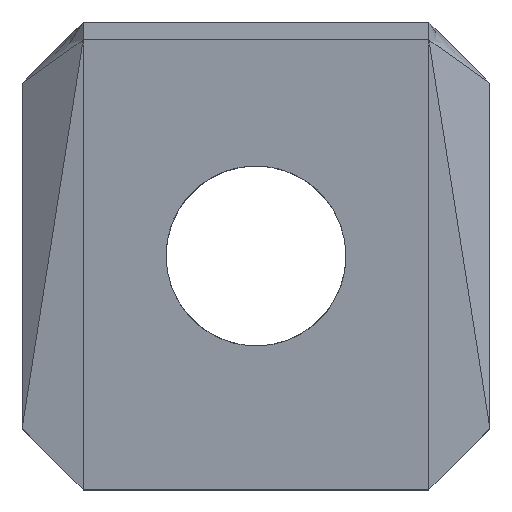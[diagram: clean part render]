
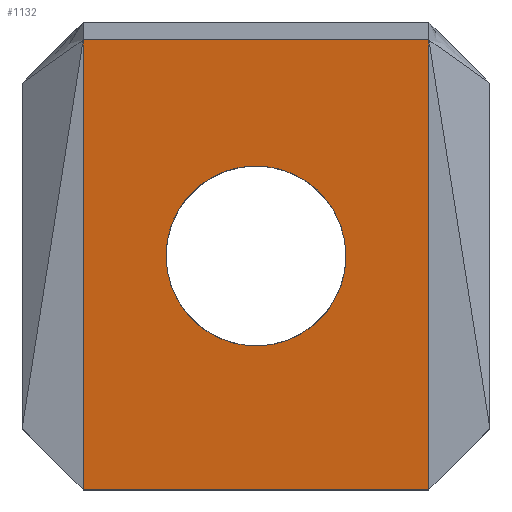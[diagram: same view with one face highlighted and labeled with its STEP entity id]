
A CAD part, top view. The second image highlights one B-rep face of the part: STEP entity #1132.
In plain terms, the highlighted planar face has unit normal (0, -0.1, 0.995).
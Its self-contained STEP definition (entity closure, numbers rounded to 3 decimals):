
#40 = EDGE_LOOP ( 'NONE', ( #1080, #1723, #1175, #554 ) ) ;
#138 = ORIENTED_EDGE ( 'NONE', *, *, #1728, .F. ) ;
#175 = CARTESIAN_POINT ( 'NONE',  ( -10., -20., 1. ) ) ;
#249 = CARTESIAN_POINT ( 'NONE',  ( -19.221, -26., 0.4 ) ) ;
#258 = CARTESIAN_POINT ( 'NONE',  ( -19.221, 24., 5.4 ) ) ;
#269 = PLANE ( 'NONE',  #1030 ) ;
#272 = EDGE_CURVE ( 'NONE', #1052, #1069, #1762, .T. ) ;
#356 = VERTEX_POINT ( 'NONE', #537 ) ;
#370 = EDGE_LOOP ( 'NONE', ( #1773, #138 ) ) ;
#403 = EDGE_CURVE ( 'NONE', #1052, #904, #1619, .T. ) ;
#418 = DIRECTION ( 'NONE',  ( 0., 0.995, 0.1 ) ) ;
#451 = CARTESIAN_POINT ( 'NONE',  ( 19.221, 7.333, 3.733 ) ) ;
#465 = DIRECTION ( 'NONE',  ( 1., 0., 0. ) ) ;
#504 = CARTESIAN_POINT ( 'NONE',  ( -10., 0., 3. ) ) ;
#537 = CARTESIAN_POINT ( 'NONE',  ( -10., 0., 3. ) ) ;
#554 = ORIENTED_EDGE ( 'NONE', *, *, #272, .T. ) ;
#568 = CARTESIAN_POINT ( 'NONE',  ( -19.221, 7.333, 3.733 ) ) ;
#578 = FACE_OUTER_BOUND ( 'NONE', #40, .T. ) ;
#693 = CARTESIAN_POINT ( 'NONE',  ( 0., -0.297, 2.97 ) ) ;
#740 = CARTESIAN_POINT ( 'NONE',  ( 10., -20., 1. ) ) ;
#755 = CARTESIAN_POINT ( 'NONE',  ( 0., -26., 0.4 ) ) ;
#791 = CARTESIAN_POINT ( 'NONE',  ( -19.221, -26., 0.4 ) ) ;
#809 = VECTOR ( 'NONE', #1446, 1000. ) ;
#860 = CARTESIAN_POINT ( 'NONE',  ( 19.221, -26., 0.4 ) ) ;
#904 = VERTEX_POINT ( 'NONE', #1283 ) ;
#914 = CARTESIAN_POINT ( 'NONE',  ( 19.221, 24., 5.4 ) ) ;
#929 =( BOUNDED_CURVE ( )  B_SPLINE_CURVE ( 3, ( #1186, #175, #740, #1323 ),
 .UNSPECIFIED., .F., .T. ) 
 B_SPLINE_CURVE_WITH_KNOTS ( ( 4, 4 ),
 ( 4.712, 7.854 ),
 .UNSPECIFIED. ) 
 CURVE ( )  GEOMETRIC_REPRESENTATION_ITEM ( )  RATIONAL_B_SPLINE_CURVE ( ( 1., 0.333, 0.333, 1. ) ) 
 REPRESENTATION_ITEM ( '' )  );
#930 = VERTEX_POINT ( 'NONE', #1722 ) ;
#1006 = CARTESIAN_POINT ( 'NONE',  ( -19.221, 24., 5.4 ) ) ;
#1030 = AXIS2_PLACEMENT_3D ( 'NONE', #693, #1725, #418 ) ;
#1052 = VERTEX_POINT ( 'NONE', #249 ) ;
#1069 = VERTEX_POINT ( 'NONE', #1435 ) ;
#1080 = ORIENTED_EDGE ( 'NONE', *, *, #1549, .F. ) ;
#1102 = EDGE_CURVE ( 'NONE', #904, #1662, #1571, .T. ) ;
#1115 =( BOUNDED_CURVE ( )  B_SPLINE_CURVE ( 3, ( #1215, #1793, #1797, #504 ),
 .UNSPECIFIED., .F., .T. ) 
 B_SPLINE_CURVE_WITH_KNOTS ( ( 4, 4 ),
 ( 1.571, 4.712 ),
 .UNSPECIFIED. ) 
 CURVE ( )  GEOMETRIC_REPRESENTATION_ITEM ( )  RATIONAL_B_SPLINE_CURVE ( ( 1., 0.333, 0.333, 1. ) ) 
 REPRESENTATION_ITEM ( '' )  );
#1132 = ADVANCED_FACE ( 'NONE', ( #1857, #578 ), #269, .F. ) ;
#1175 = ORIENTED_EDGE ( 'NONE', *, *, #403, .F. ) ;
#1186 = CARTESIAN_POINT ( 'NONE',  ( -10., 0., 3. ) ) ;
#1215 = CARTESIAN_POINT ( 'NONE',  ( 10., 0., 3. ) ) ;
#1283 = CARTESIAN_POINT ( 'NONE',  ( -19.221, 24., 5.4 ) ) ;
#1323 = CARTESIAN_POINT ( 'NONE',  ( 10., 0., 3. ) ) ;
#1435 = CARTESIAN_POINT ( 'NONE',  ( 19.221, -26., 0.4 ) ) ;
#1446 = DIRECTION ( 'NONE',  ( 1., 0., 0. ) ) ;
#1526 = EDGE_CURVE ( 'NONE', #356, #930, #929, .T. ) ;
#1549 = EDGE_CURVE ( 'NONE', #1662, #1069, #1584, .T. ) ;
#1571 = LINE ( 'NONE', #258, #809 ) ;
#1584 = B_SPLINE_CURVE_WITH_KNOTS ( 'NONE', 3,
 ( #1743, #451, #1765, #860 ),
 .UNSPECIFIED., .F., .F.,
 ( 4, 4 ),
 ( 0., 1. ),
 .UNSPECIFIED. ) ;
#1619 = B_SPLINE_CURVE_WITH_KNOTS ( 'NONE', 3,
 ( #791, #1657, #568, #1006 ),
 .UNSPECIFIED., .F., .F.,
 ( 4, 4 ),
 ( 0., 1. ),
 .UNSPECIFIED. ) ;
#1657 = CARTESIAN_POINT ( 'NONE',  ( -19.221, -9.333, 2.067 ) ) ;
#1662 = VERTEX_POINT ( 'NONE', #914 ) ;
#1722 = CARTESIAN_POINT ( 'NONE',  ( 10., 0., 3. ) ) ;
#1723 = ORIENTED_EDGE ( 'NONE', *, *, #1102, .F. ) ;
#1725 = DIRECTION ( 'NONE',  ( 0., 0.1, -0.995 ) ) ;
#1728 = EDGE_CURVE ( 'NONE', #930, #356, #1115, .T. ) ;
#1743 = CARTESIAN_POINT ( 'NONE',  ( 19.221, 24., 5.4 ) ) ;
#1752 = VECTOR ( 'NONE', #465, 1000. ) ;
#1762 = LINE ( 'NONE', #755, #1752 ) ;
#1765 = CARTESIAN_POINT ( 'NONE',  ( 19.221, -9.333, 2.067 ) ) ;
#1773 = ORIENTED_EDGE ( 'NONE', *, *, #1526, .F. ) ;
#1793 = CARTESIAN_POINT ( 'NONE',  ( 10., 20., 5. ) ) ;
#1797 = CARTESIAN_POINT ( 'NONE',  ( -10., 20., 5. ) ) ;
#1857 = FACE_BOUND ( 'NONE', #370, .T. ) ;
